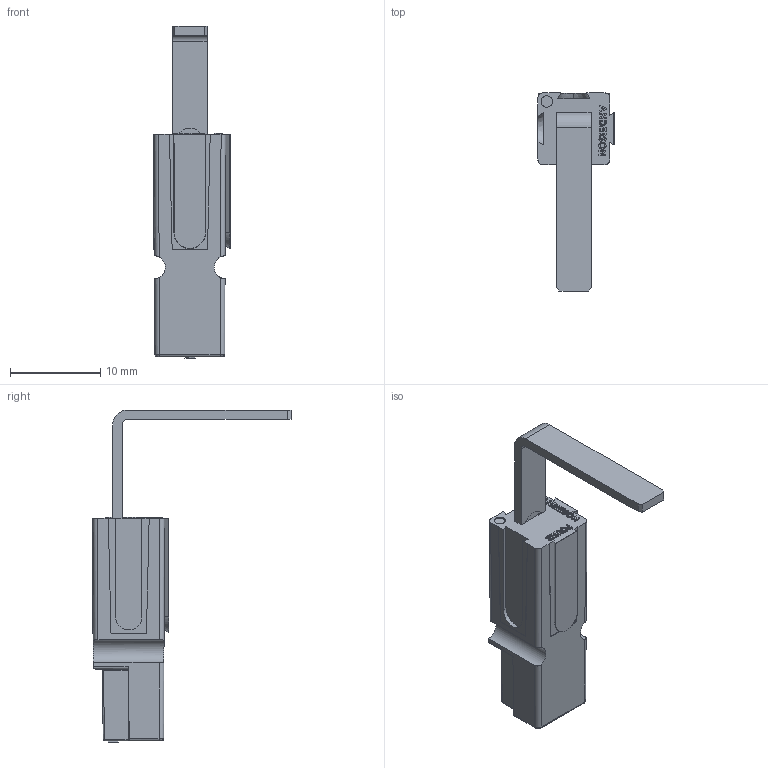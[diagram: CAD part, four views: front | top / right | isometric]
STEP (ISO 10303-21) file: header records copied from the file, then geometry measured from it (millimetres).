
FILE_DESCRIPTION (( 'STEP AP203' ), '1' );
FILE_NAME ('1337G1 IN HSG.STEP', '2009-06-08T15:31:27', ( 'APP' ), ( 'Anderson Power Products' ), 'SwSTEP 2.0', 'SolidWorks 2008', '' );
FILE_SCHEMA (( 'CONFIG_CONTROL_DESIGN' ));
Length unit declared in the file: millimetre
Products named in the file (1): 1337G1 IN HSG
Bounding box: 8.41 x 21.92 x 36.7 mm (x, y, z)
Volume: 1325.3 mm3; surface area: 1416.9 mm2
Topology: 1 solids, 1 shells, 344 faces, 923 edges, 603 vertices
Faces by surface type: plane 229, bspline 57, cylinder 47, cone 6, torus 3, sphere 2
Entity records: 13670 total; most frequent: CARTESIAN_POINT 5520, ORIENTED_EDGE 1842, DIRECTION 1383, EDGE_CURVE 921, LINE 699, VECTOR 699, VERTEX_POINT 603, EDGE_LOOP 368
